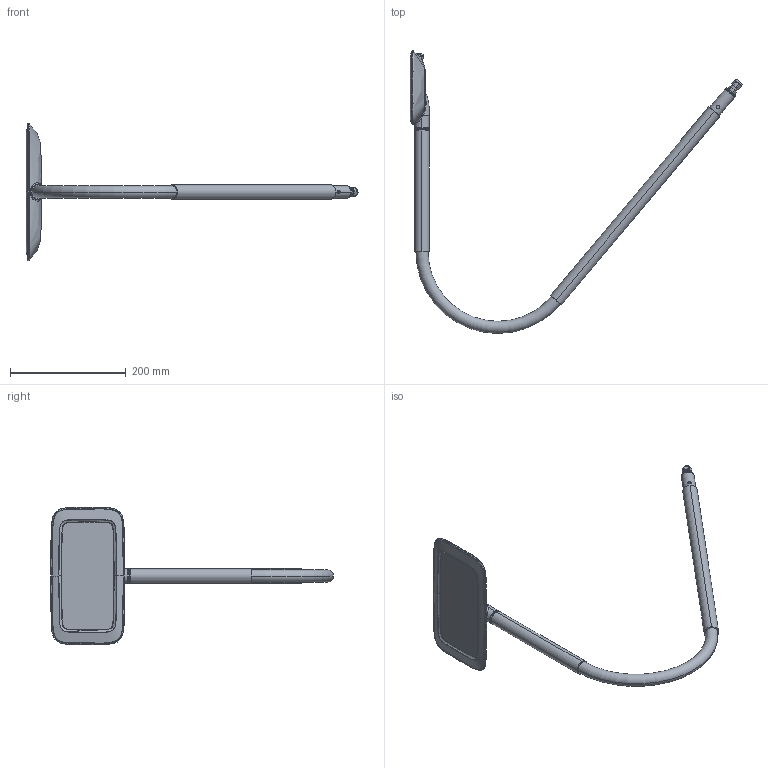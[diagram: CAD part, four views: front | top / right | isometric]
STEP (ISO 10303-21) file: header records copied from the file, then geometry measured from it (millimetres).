
FILE_DESCRIPTION (( 'STEP AP203' ), '1' );
FILE_NAME ('Satellitenhanschalter SAT.STEP', '2013-08-06T13:28:26', ( 'admin' ), ( 'Hewlett-Packard Company' ), 'SwSTEP 2.0', 'SolidWorks 2012', '' );
FILE_SCHEMA (( 'CONFIG_CONTROL_DESIGN' ));
Length unit declared in the file: millimetre
Products named in the file (1): Satellitenhanschalter SAT
Bounding box: 572.76 x 488.04 x 237.77 mm (x, y, z)
Volume: 985275.8 mm3; surface area: 143843.3 mm2
Topology: 1 solids, 1 shells, 242 faces, 584 edges, 358 vertices
Faces by surface type: bspline 118, cylinder 58, plane 40, cone 16, torus 10
Entity records: 27865 total; most frequent: CARTESIAN_POINT 22912, ORIENTED_EDGE 1160, DIRECTION 840, EDGE_CURVE 580, AXIS2_PLACEMENT_3D 366, VERTEX_POINT 358, EDGE_LOOP 260, FACE_OUTER_BOUND 242
